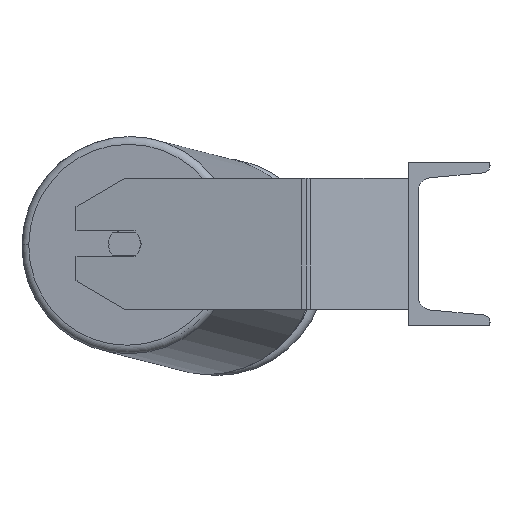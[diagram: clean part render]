
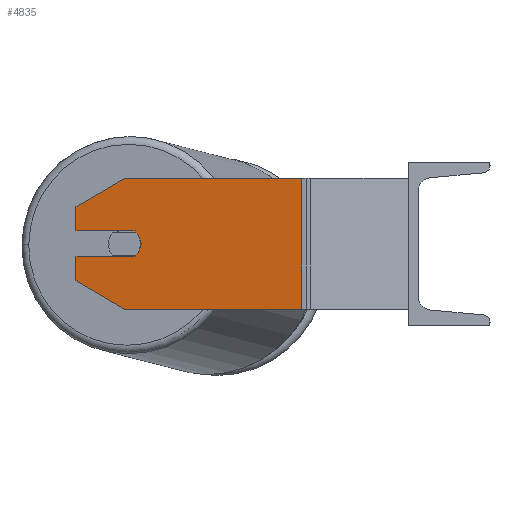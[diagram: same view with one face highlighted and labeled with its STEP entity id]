
A CAD part, left-side view. The second image highlights one B-rep face of the part: STEP entity #4835.
In plain terms, the highlighted planar face has unit normal (-0.985, 0.174, 0).
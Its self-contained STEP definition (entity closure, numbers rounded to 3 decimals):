
#49 = VERTEX_POINT ( 'NONE', #6181 ) ;
#154 = CARTESIAN_POINT ( 'NONE',  ( -476.394, 173.602, -40. ) ) ;
#281 = FACE_OUTER_BOUND ( 'NONE', #8975, .T. ) ;
#364 = VECTOR ( 'NONE', #5810, 1000. ) ;
#370 = VERTEX_POINT ( 'NONE', #3843 ) ;
#391 = CARTESIAN_POINT ( 'NONE',  ( -471.184, 203.146, 22.679 ) ) ;
#411 = CARTESIAN_POINT ( 'NONE',  ( -471.184, 203.146, 22.679 ) ) ;
#478 = ORIENTED_EDGE ( 'NONE', *, *, #7900, .T. ) ;
#524 = EDGE_CURVE ( 'NONE', #49, #4392, #6882, .T. ) ;
#551 = CARTESIAN_POINT ( 'NONE',  ( -476.394, 173.602, -40. ) ) ;
#690 = ORIENTED_EDGE ( 'NONE', *, *, #6639, .F. ) ;
#813 = LINE ( 'NONE', #6590, #3078 ) ;
#1325 = VERTEX_POINT ( 'NONE', #391 ) ;
#1625 = CARTESIAN_POINT ( 'NONE',  ( -495.512, 65.175, 40. ) ) ;
#1658 = VECTOR ( 'NONE', #2609, 1000. ) ;
#1691 = EDGE_CURVE ( 'NONE', #3329, #3489, #6528, .T. ) ;
#1762 = DIRECTION ( 'NONE',  ( -0.985, 0.174, 0. ) ) ;
#1791 = EDGE_CURVE ( 'NONE', #2019, #3329, #4017, .T. ) ;
#2019 = VERTEX_POINT ( 'NONE', #7903 ) ;
#2045 = CARTESIAN_POINT ( 'NONE',  ( -477.436, 167.693, -8. ) ) ;
#2059 = CARTESIAN_POINT ( 'NONE',  ( -471.184, 203.146, 40. ) ) ;
#2137 = DIRECTION ( 'NONE',  ( -0.174, -0.985, 0. ) ) ;
#2222 = DIRECTION ( 'NONE',  ( -0.985, 0.174, 0. ) ) ;
#2245 = DIRECTION ( 'NONE',  ( 0.174, 0.985, 0. ) ) ;
#2352 = CARTESIAN_POINT ( 'NONE',  ( -471.184, 203.146, -40. ) ) ;
#2371 = DIRECTION ( 'NONE',  ( 0.985, -0.174, 0. ) ) ;
#2569 = VECTOR ( 'NONE', #5034, 1000. ) ;
#2609 = DIRECTION ( 'NONE',  ( -0.15, -0.853, -0.5 ) ) ;
#2648 = EDGE_CURVE ( 'NONE', #1325, #9066, #6238, .T. ) ;
#2702 = EDGE_CURVE ( 'NONE', #4392, #5759, #8026, .T. ) ;
#2834 = ORIENTED_EDGE ( 'NONE', *, *, #6121, .F. ) ;
#2840 = ORIENTED_EDGE ( 'NONE', *, *, #2648, .T. ) ;
#2960 = EDGE_CURVE ( 'NONE', #3651, #49, #9076, .T. ) ;
#2990 = CARTESIAN_POINT ( 'NONE',  ( -471.184, 203.146, 40. ) ) ;
#3078 = VECTOR ( 'NONE', #2245, 1000. ) ;
#3125 = PLANE ( 'NONE',  #7010 ) ;
#3160 = CARTESIAN_POINT ( 'NONE',  ( -476.394, 173.602, 0. ) ) ;
#3252 = DIRECTION ( 'NONE',  ( 0.15, 0.853, -0.5 ) ) ;
#3263 = CARTESIAN_POINT ( 'NONE',  ( -471.184, 203.146, -8. ) ) ;
#3329 = VERTEX_POINT ( 'NONE', #5652 ) ;
#3489 = VERTEX_POINT ( 'NONE', #5743 ) ;
#3651 = VERTEX_POINT ( 'NONE', #3263 ) ;
#3656 = DIRECTION ( 'NONE',  ( -0.174, -0.985, 0. ) ) ;
#3843 = CARTESIAN_POINT ( 'NONE',  ( -495.512, 65.175, 40. ) ) ;
#4017 = CIRCLE ( 'NONE', #4310, 10. ) ;
#4036 = VECTOR ( 'NONE', #4138, 1000. ) ;
#4113 = VECTOR ( 'NONE', #4435, 1000. ) ;
#4138 = DIRECTION ( 'NONE',  ( 0., 0., -1. ) ) ;
#4145 = ORIENTED_EDGE ( 'NONE', *, *, #2702, .T. ) ;
#4226 = VECTOR ( 'NONE', #5676, 1000. ) ;
#4288 = LINE ( 'NONE', #9140, #4226 ) ;
#4310 = AXIS2_PLACEMENT_3D ( 'NONE', #3160, #1762, #8815 ) ;
#4392 = VERTEX_POINT ( 'NONE', #154 ) ;
#4435 = DIRECTION ( 'NONE',  ( 0., 0., -1. ) ) ;
#4690 = CARTESIAN_POINT ( 'NONE',  ( -495.512, 65.175, -40. ) ) ;
#4716 = EDGE_CURVE ( 'NONE', #3651, #2019, #5599, .T. ) ;
#4745 = ORIENTED_EDGE ( 'NONE', *, *, #1691, .F. ) ;
#4835 = ADVANCED_FACE ( 'NONE', ( #281 ), #3125, .F. ) ;
#5034 = DIRECTION ( 'NONE',  ( 0., 0., -1. ) ) ;
#5041 = CARTESIAN_POINT ( 'NONE',  ( -476.394, 173.602, 0. ) ) ;
#5127 = CARTESIAN_POINT ( 'NONE',  ( -471.184, 203.146, 40. ) ) ;
#5599 = LINE ( 'NONE', #2045, #8923 ) ;
#5652 = CARTESIAN_POINT ( 'NONE',  ( -478.13, 163.754, 0. ) ) ;
#5676 = DIRECTION ( 'NONE',  ( -0.174, -0.985, 0. ) ) ;
#5733 = VECTOR ( 'NONE', #3252, 1000. ) ;
#5743 = CARTESIAN_POINT ( 'NONE',  ( -477.436, 167.693, 8. ) ) ;
#5759 = VERTEX_POINT ( 'NONE', #4690 ) ;
#5810 = DIRECTION ( 'NONE',  ( -0.174, -0.985, 0. ) ) ;
#5868 = LINE ( 'NONE', #1625, #4113 ) ;
#6121 = EDGE_CURVE ( 'NONE', #7311, #370, #4288, .T. ) ;
#6181 = CARTESIAN_POINT ( 'NONE',  ( -471.184, 203.146, -22.679 ) ) ;
#6238 = LINE ( 'NONE', #5127, #2569 ) ;
#6528 = CIRCLE ( 'NONE', #9014, 10. ) ;
#6590 = CARTESIAN_POINT ( 'NONE',  ( -471.184, 203.146, 8. ) ) ;
#6639 = EDGE_CURVE ( 'NONE', #3489, #9066, #813, .T. ) ;
#6820 = ORIENTED_EDGE ( 'NONE', *, *, #4716, .F. ) ;
#6882 = LINE ( 'NONE', #551, #1658 ) ;
#7010 = AXIS2_PLACEMENT_3D ( 'NONE', #2990, #2371, #8732 ) ;
#7311 = VERTEX_POINT ( 'NONE', #8581 ) ;
#7434 = LINE ( 'NONE', #411, #5733 ) ;
#7717 = ORIENTED_EDGE ( 'NONE', *, *, #524, .T. ) ;
#7769 = EDGE_CURVE ( 'NONE', #370, #5759, #5868, .T. ) ;
#7900 = EDGE_CURVE ( 'NONE', #7311, #1325, #7434, .T. ) ;
#7903 = CARTESIAN_POINT ( 'NONE',  ( -477.436, 167.693, -8. ) ) ;
#8026 = LINE ( 'NONE', #2352, #364 ) ;
#8581 = CARTESIAN_POINT ( 'NONE',  ( -476.394, 173.602, 40. ) ) ;
#8599 = CARTESIAN_POINT ( 'NONE',  ( -471.184, 203.146, 8. ) ) ;
#8732 = DIRECTION ( 'NONE',  ( 0.174, 0.985, 0. ) ) ;
#8739 = ORIENTED_EDGE ( 'NONE', *, *, #1791, .F. ) ;
#8815 = DIRECTION ( 'NONE',  ( -0.174, -0.985, 0. ) ) ;
#8923 = VECTOR ( 'NONE', #2137, 1000. ) ;
#8940 = ORIENTED_EDGE ( 'NONE', *, *, #2960, .T. ) ;
#8975 = EDGE_LOOP ( 'NONE', ( #8940, #7717, #4145, #9129, #2834, #478, #2840, #690, #4745, #8739, #6820 ) ) ;
#9014 = AXIS2_PLACEMENT_3D ( 'NONE', #5041, #2222, #3656 ) ;
#9066 = VERTEX_POINT ( 'NONE', #8599 ) ;
#9076 = LINE ( 'NONE', #2059, #4036 ) ;
#9129 = ORIENTED_EDGE ( 'NONE', *, *, #7769, .F. ) ;
#9140 = CARTESIAN_POINT ( 'NONE',  ( -471.184, 203.146, 40. ) ) ;
